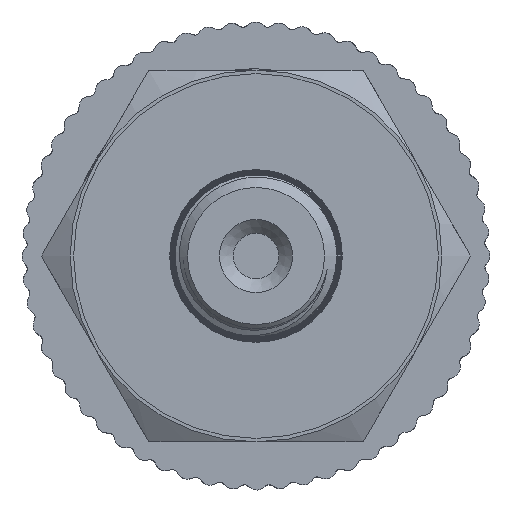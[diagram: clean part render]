
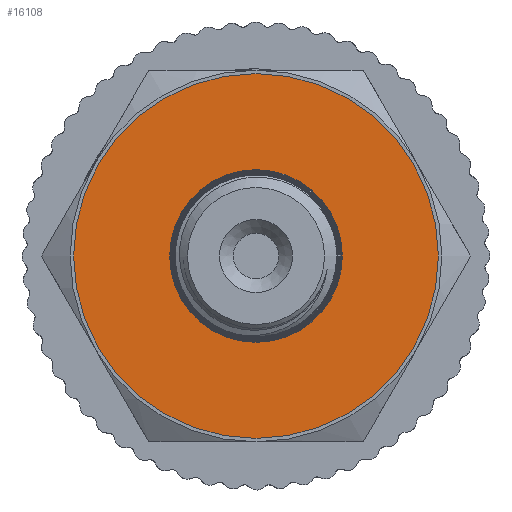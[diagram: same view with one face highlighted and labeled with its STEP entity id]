
A CAD part, left-side view. The second image highlights one B-rep face of the part: STEP entity #16108.
In plain terms, the highlighted planar face has unit normal (-1, 0, 0).
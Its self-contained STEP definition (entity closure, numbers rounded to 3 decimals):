
#157=PLANE('',#16979);
#855=FACE_BOUND('',#2258,.T.);
#1330=FACE_OUTER_BOUND('',#2257,.T.);
#2257=EDGE_LOOP('',(#12427));
#2258=EDGE_LOOP('',(#12428));
#2886=CIRCLE('',#16789,6.27);
#2980=CIRCLE('',#16972,13.25);
#6558=VERTEX_POINT('',#23600);
#7100=VERTEX_POINT('',#36706);
#8243=EDGE_CURVE('',#6558,#6558,#2886,.T.);
#9059=EDGE_CURVE('',#7100,#7100,#2980,.T.);
#12427=ORIENTED_EDGE('',*,*,#9059,.T.);
#12428=ORIENTED_EDGE('',*,*,#8243,.T.);
#16108=ADVANCED_FACE('',(#1330,#855),#157,.T.);
#16789=AXIS2_PLACEMENT_3D('',#23601,#17647,#17648);
#16972=AXIS2_PLACEMENT_3D('',#36708,#18354,#18355);
#16979=AXIS2_PLACEMENT_3D('',#37463,#18370,#18371);
#17647=DIRECTION('center_axis',(1.,0.,0.));
#17648=DIRECTION('ref_axis',(0.,0.,-1.));
#18354=DIRECTION('center_axis',(-1.,0.,0.));
#18355=DIRECTION('ref_axis',(0.,1.,0.));
#18370=DIRECTION('center_axis',(-1.,0.,0.));
#18371=DIRECTION('ref_axis',(0.,0.,1.));
#23600=CARTESIAN_POINT('',(-48.,-6.27,0.));
#23601=CARTESIAN_POINT('Origin',(-48.,0.,0.));
#36706=CARTESIAN_POINT('',(-48.,-13.25,0.));
#36708=CARTESIAN_POINT('Origin',(-48.,0.,0.));
#37463=CARTESIAN_POINT('Origin',(-48.,13.5,0.));
